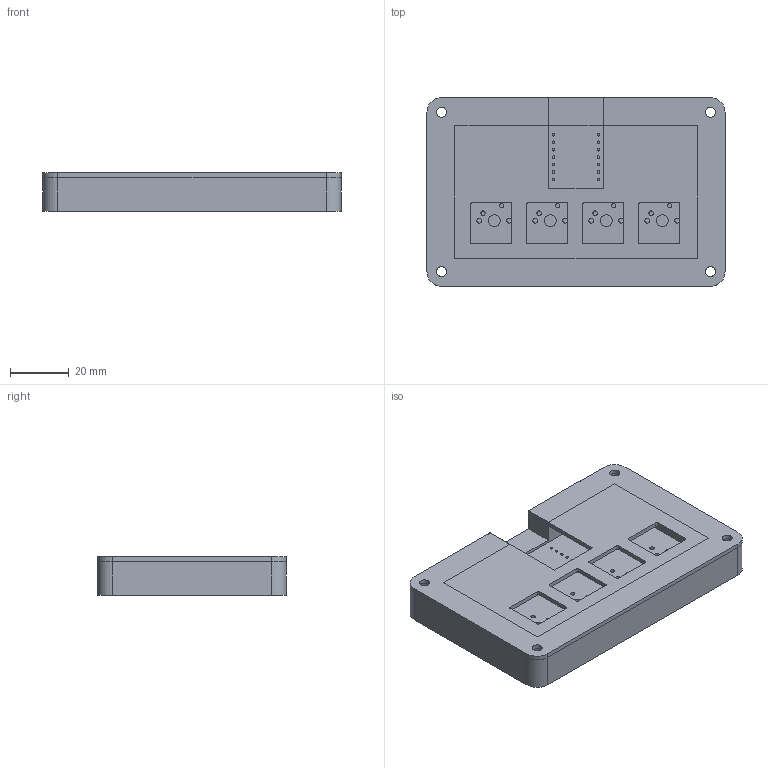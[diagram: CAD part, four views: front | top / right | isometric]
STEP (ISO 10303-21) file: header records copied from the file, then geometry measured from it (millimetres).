
FILE_DESCRIPTION(/* description */ (''),/* implementation_level */ '2;1');
FILE_NAME(/* name */ 'Hackpad assembled.step',/* time_stamp */ '2025-12-06T18:06:24+01:00',/* author */ (''),/* organization */ (''),/* preprocessor_version */ 'ST-DEVELOPER v20.1',/* originating_system */ 'Autodesk Translation Framework v14.21.0.0',/* authorisation */ '');
FILE_SCHEMA (('AUTOMOTIVE_DESIGN { 1 0 10303 214 3 1 1 }'));
Length unit declared in the file: millimetre
Products named in the file (1): 2025-12-06-17-37-28-999
Bounding box: 101.4 x 64.22 x 13 mm (x, y, z)
Volume: 58019.7 mm3; surface area: 39091.8 mm2
Topology: 3 solids, 3 shells, 614 faces, 1701 edges, 1134 vertices
Faces by surface type: bspline 299, plane 245, cylinder 70
Full cylindrical faces by diameter (mm): 0.889 x14, 1.5 x8, 1.7 x8, 3.4 x8, 4 x4, 6 x4
Entity records: 22537 total; most frequent: CARTESIAN_POINT 8533, ORIENTED_EDGE 3402, DIRECTION 1875, EDGE_CURVE 1701, VERTEX_POINT 1134, LINE 963, VECTOR 963, EDGE_LOOP 747
